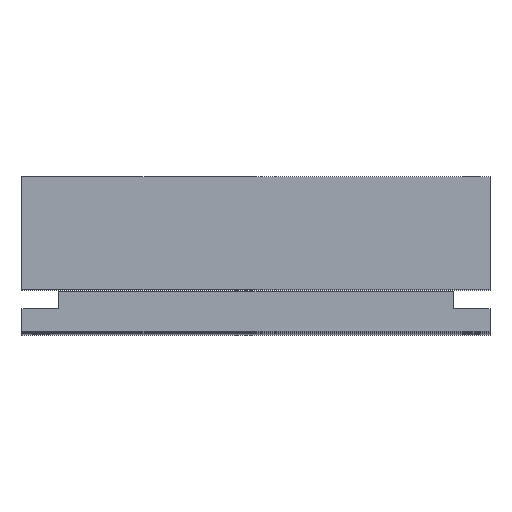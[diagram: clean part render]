
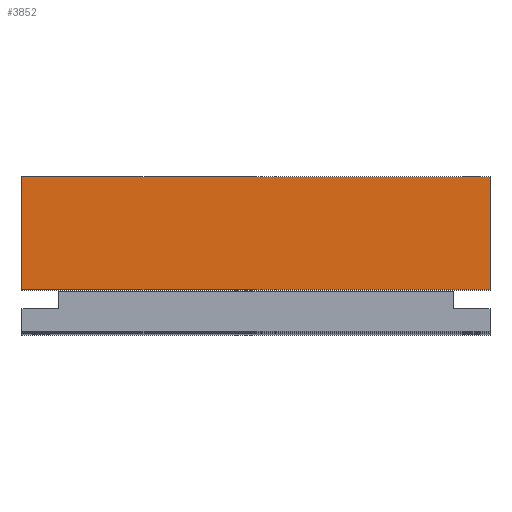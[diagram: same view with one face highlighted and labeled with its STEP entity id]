
A CAD part, top view. The second image highlights one B-rep face of the part: STEP entity #3852.
In plain terms, the highlighted planar face has unit normal (0, 0, 1).
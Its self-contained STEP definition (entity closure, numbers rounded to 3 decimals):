
#18 = LINE ( 'NONE', #3946, #4667 ) ;
#89 = DIRECTION ( 'NONE',  ( -1., 0., 0. ) ) ;
#210 = ORIENTED_EDGE ( 'NONE', *, *, #619, .T. ) ;
#238 = PLANE ( 'NONE',  #4779 ) ;
#255 = VERTEX_POINT ( 'NONE', #522 ) ;
#300 = VECTOR ( 'NONE', #5652, 1000. ) ;
#414 = CARTESIAN_POINT ( 'NONE',  ( 0., 0., 193. ) ) ;
#522 = CARTESIAN_POINT ( 'NONE',  ( 125., 30., 193. ) ) ;
#619 = EDGE_CURVE ( 'NONE', #5173, #3349, #2506, .T. ) ;
#642 = ORIENTED_EDGE ( 'NONE', *, *, #5094, .T. ) ;
#671 = DIRECTION ( 'NONE',  ( -1., 0., 0. ) ) ;
#792 = LINE ( 'NONE', #2749, #5186 ) ;
#1093 = VECTOR ( 'NONE', #4821, 1000. ) ;
#1110 = CARTESIAN_POINT ( 'NONE',  ( 125., 0., 193. ) ) ;
#1292 = ORIENTED_EDGE ( 'NONE', *, *, #3252, .T. ) ;
#1686 = FACE_OUTER_BOUND ( 'NONE', #5370, .T. ) ;
#2018 = CARTESIAN_POINT ( 'NONE',  ( 0., 0., 193. ) ) ;
#2506 = LINE ( 'NONE', #2728, #300 ) ;
#2728 = CARTESIAN_POINT ( 'NONE',  ( 0., 0., 193. ) ) ;
#2749 = CARTESIAN_POINT ( 'NONE',  ( 125., 0., 193. ) ) ;
#3189 = ORIENTED_EDGE ( 'NONE', *, *, #3925, .T. ) ;
#3252 = EDGE_CURVE ( 'NONE', #255, #5173, #18, .T. ) ;
#3349 = VERTEX_POINT ( 'NONE', #2018 ) ;
#3649 = CARTESIAN_POINT ( 'NONE',  ( 0., 0., 193. ) ) ;
#3755 = VERTEX_POINT ( 'NONE', #1110 ) ;
#3852 = ADVANCED_FACE ( 'NONE', ( #1686 ), #238, .F. ) ;
#3925 = EDGE_CURVE ( 'NONE', #3755, #255, #792, .T. ) ;
#3946 = CARTESIAN_POINT ( 'NONE',  ( 0., 30., 193. ) ) ;
#4667 = VECTOR ( 'NONE', #89, 1000. ) ;
#4677 = DIRECTION ( 'NONE',  ( 0., 0., -1. ) ) ;
#4708 = DIRECTION ( 'NONE',  ( 0., 1., 0. ) ) ;
#4779 = AXIS2_PLACEMENT_3D ( 'NONE', #3649, #4677, #671 ) ;
#4821 = DIRECTION ( 'NONE',  ( 1., 0., 0. ) ) ;
#5094 = EDGE_CURVE ( 'NONE', #3349, #3755, #5819, .T. ) ;
#5173 = VERTEX_POINT ( 'NONE', #6333 ) ;
#5186 = VECTOR ( 'NONE', #4708, 1000. ) ;
#5370 = EDGE_LOOP ( 'NONE', ( #210, #642, #3189, #1292 ) ) ;
#5652 = DIRECTION ( 'NONE',  ( 0., -1., 0. ) ) ;
#5819 = LINE ( 'NONE', #414, #1093 ) ;
#6333 = CARTESIAN_POINT ( 'NONE',  ( 0., 30., 193. ) ) ;
